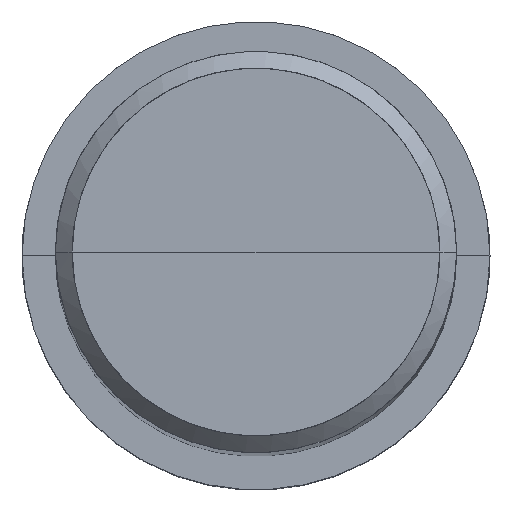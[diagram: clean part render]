
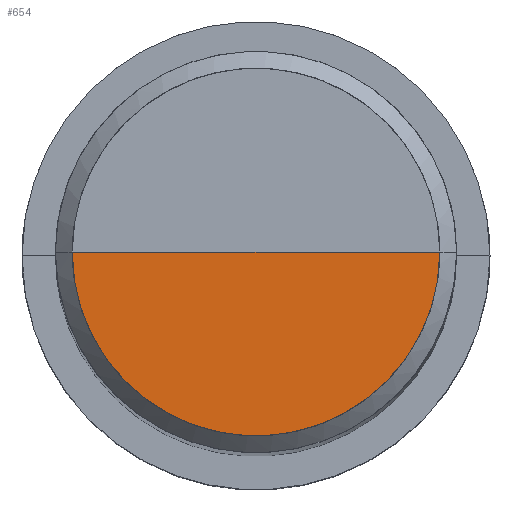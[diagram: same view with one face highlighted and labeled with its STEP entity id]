
A CAD part, top view. The second image highlights one B-rep face of the part: STEP entity #654.
In plain terms, the highlighted free-form (B-spline) face has degree [1, 2] with [2, 5] control points.
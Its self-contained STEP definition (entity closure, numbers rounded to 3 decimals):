
#256=CARTESIAN_POINT('',(5.5,0.0,73.474));
#260=CARTESIAN_POINT('',(-5.5,0.0,73.474));
#261=CARTESIAN_POINT('',(0.0,0.0,73.474));
#274=CARTESIAN_POINT('',(-5.5,-5.5,73.474));
#275=CARTESIAN_POINT('',(0.0,-5.5,73.474));
#276=CARTESIAN_POINT('',(5.5,-5.5,73.474));
#639=(
BOUNDED_SURFACE()
B_SPLINE_SURFACE(1,2,(
(#260,#274,#275,#276,#256),
(#261,#261,#261,#261,#261)
), .UNSPECIFIED.,.F.,.F.,.F.)
B_SPLINE_SURFACE_WITH_KNOTS((2,2),(3,2,3),(
0.0,1.0),(
0.0,0.5,1.0), .UNSPECIFIED.)
GEOMETRIC_REPRESENTATION_ITEM()
RATIONAL_B_SPLINE_SURFACE(((1.0,0.707,1.0,0.707,1.0),
(1.0,0.707,1.0,0.707,1.0)
))
REPRESENTATION_ITEM('')
SURFACE()
);
#640=(
BOUNDED_CURVE()
B_SPLINE_CURVE(2,(#256,#276,#275,#274,#260),.UNSPECIFIED.,.F.,.F.)
B_SPLINE_CURVE_WITH_KNOTS((3,2,3),
(0.0,0.5,1.0),.UNSPECIFIED.)
CURVE()
GEOMETRIC_REPRESENTATION_ITEM()
RATIONAL_B_SPLINE_CURVE((1.0,0.707,1.0,0.707,1.0))
REPRESENTATION_ITEM('')
);
#641=(
BOUNDED_CURVE()
B_SPLINE_CURVE(1,(#260,#261),.UNSPECIFIED.,.F.,.F.)
B_SPLINE_CURVE_WITH_KNOTS((2,2),
(0.0,1.0),.UNSPECIFIED.)
CURVE()
GEOMETRIC_REPRESENTATION_ITEM()
RATIONAL_B_SPLINE_CURVE((1.0,1.0))
REPRESENTATION_ITEM('')
);
#642=(
BOUNDED_CURVE()
B_SPLINE_CURVE(1,(#261,#256),.UNSPECIFIED.,.F.,.F.)
B_SPLINE_CURVE_WITH_KNOTS((2,2),
(0.0,1.0),.UNSPECIFIED.)
CURVE()
GEOMETRIC_REPRESENTATION_ITEM()
RATIONAL_B_SPLINE_CURVE((1.0,1.0))
REPRESENTATION_ITEM('')
);
#643=VERTEX_POINT('',#256);
#644=VERTEX_POINT('',#260);
#645=VERTEX_POINT('',#261);
#646=EDGE_CURVE('',#643,#644,#640,.T.);
#647=EDGE_CURVE('',#644,#645,#641,.T.);
#648=EDGE_CURVE('',#645,#643,#642,.T.);
#649=ORIENTED_EDGE('',*,*,#646,.T.);
#650=ORIENTED_EDGE('',*,*,#647,.T.);
#651=ORIENTED_EDGE('',*,*,#648,.T.);
#652=EDGE_LOOP('',(#649,#650,#651));
#653=FACE_OUTER_BOUND('',#652,.T.);
#654=ADVANCED_FACE('',(#653),#639,.T.);
